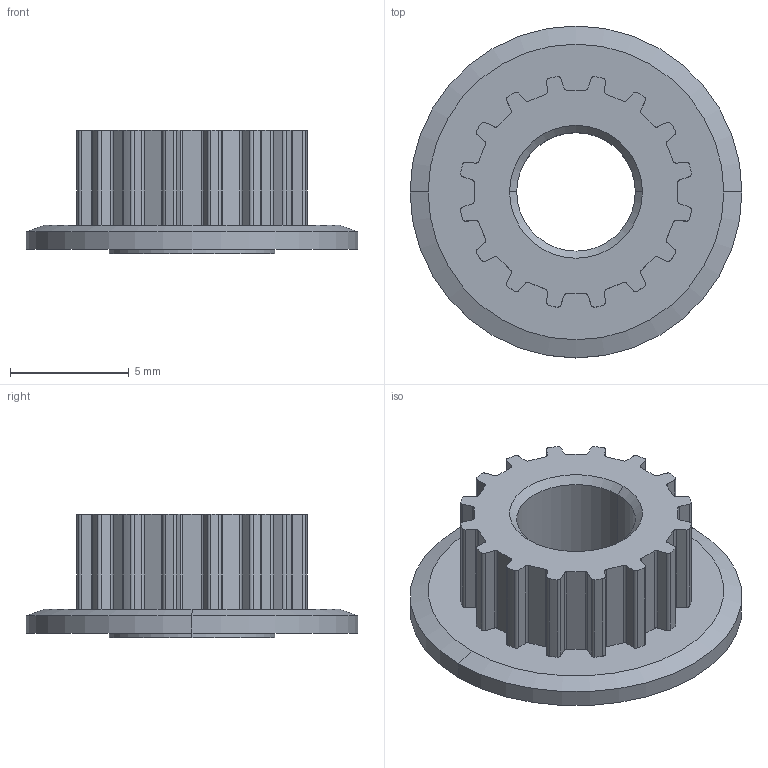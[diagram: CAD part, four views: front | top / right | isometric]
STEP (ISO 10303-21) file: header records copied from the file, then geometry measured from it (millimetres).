
FILE_DESCRIPTION (( 'STEP AP214' ), '1' );
FILE_NAME ('4333240000615.STEP', '2017-12-21T11:49:18', ( '13' ), ( '' ), 'SwSTEP 2.0', 'SolidWorks 2012', '' );
FILE_SCHEMA (( 'AUTOMOTIVE_DESIGN' ));
Length unit declared in the file: millimetre
Products named in the file (1): 4333240000615
Bounding box: 14 x 14 x 5.19 mm (x, y, z)
Volume: 311.9 mm3; surface area: 551.7 mm2
Topology: 1 solids, 1 shells, 144 faces, 414 edges, 274 vertices
Faces by surface type: cylinder 86, plane 52, cone 6
Entity records: 4826 total; most frequent: DIRECTION 882, CARTESIAN_POINT 833, ORIENTED_EDGE 828, EDGE_CURVE 414, AXIS2_PLACEMENT_3D 323, VERTEX_POINT 274, LINE 236, VECTOR 236
